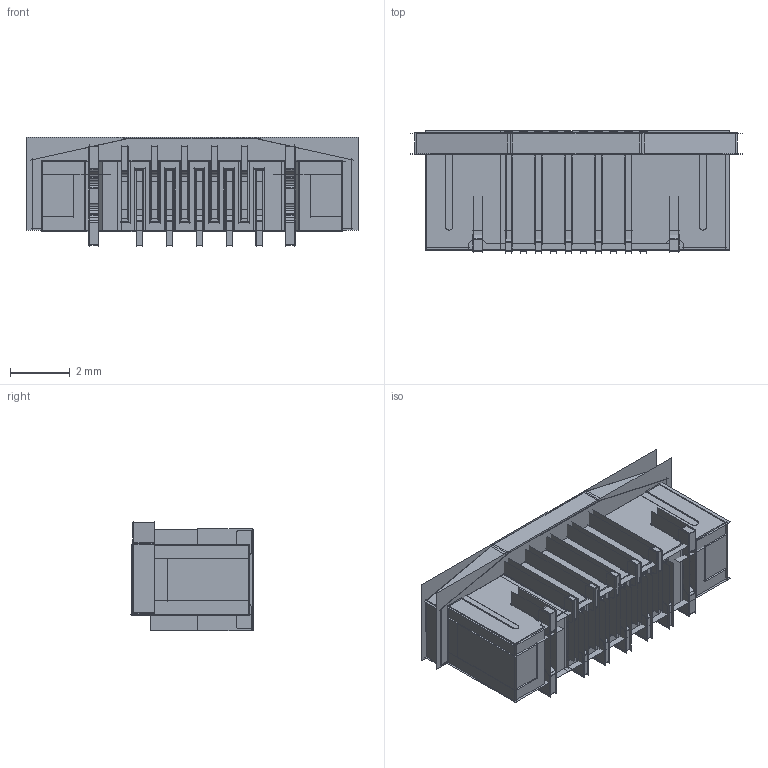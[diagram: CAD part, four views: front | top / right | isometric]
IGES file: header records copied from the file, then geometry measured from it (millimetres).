
Start section:  PTC IGES file: ffc05009-10ssa_ref.igs
Global section: file name: ffc05009-10ssa_ref.igs; native system: Pro/ENGINEER by Parametric Technology Corporation; preprocessor: 2010280; author: gongcheng6; organization: Unknown; date: 20190924.091218; units: millimetre
Bounding box: 11.13 x 4.09 x 3.68 mm (x, y, z)
Surface area: 1328.7 mm2 (no closed solid volume)
Topology: 0 solids, 0 shells, 1786 faces, 28106 edges, 36596 vertices
Faces by surface type: bspline 1318, revolution 468
